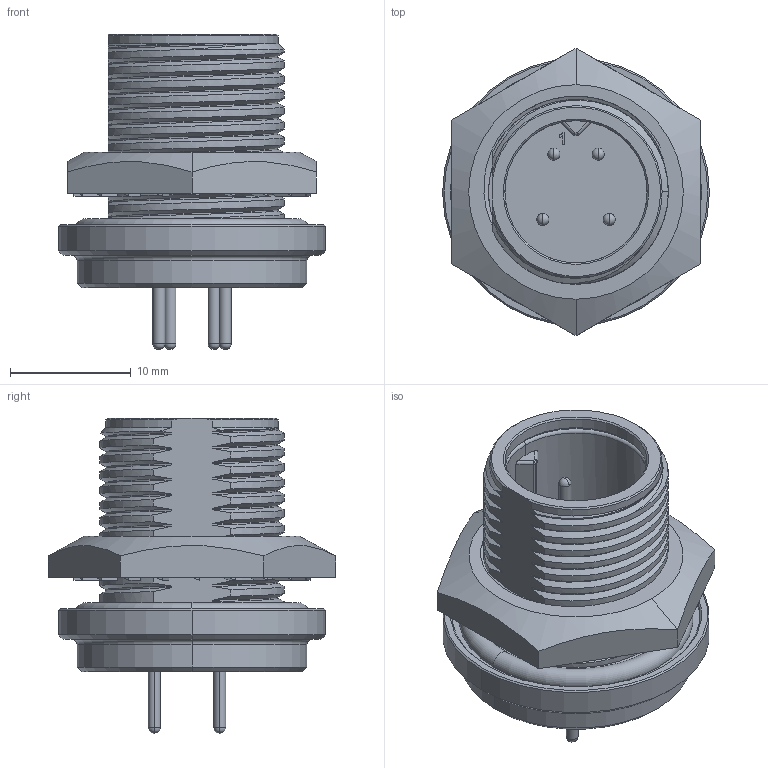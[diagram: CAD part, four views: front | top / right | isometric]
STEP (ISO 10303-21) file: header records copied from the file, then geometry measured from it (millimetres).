
FILE_DESCRIPTION (( 'STEP AP203' ), '1' );
FILE_NAME ('SF7281-4PG-3ES.STEP', '2013-11-12T15:13:26', ( 'J0FPBF1' ), ( '' ), 'SwSTEP 2.0', 'SolidWorks 2012', '' );
FILE_SCHEMA (( 'CONFIG_CONTROL_DESIGN' ));
Length unit declared in the file: inch
Products named in the file (1): SF7281-4PG-3ES
Bounding box: 22.1 x 23.82 x 26.11 mm (x, y, z)
Volume: 3898.6 mm3; surface area: 3537.9 mm2
Topology: 2 solids, 2 shells, 336 faces, 816 edges, 511 vertices
Faces by surface type: plane 173, cylinder 73, bspline 41, cone 25, torus 14, sphere 10
Entity records: 24764 total; most frequent: CARTESIAN_POINT 17374, ORIENTED_EDGE 1612, DIRECTION 1373, EDGE_CURVE 806, VERTEX_POINT 511, VECTOR 465, LINE 465, AXIS2_PLACEMENT_3D 454
